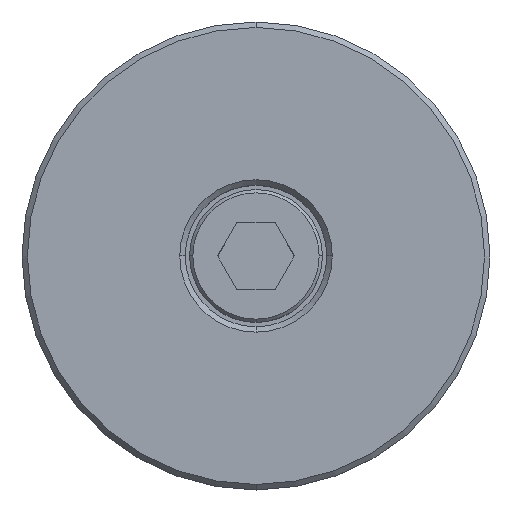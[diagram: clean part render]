
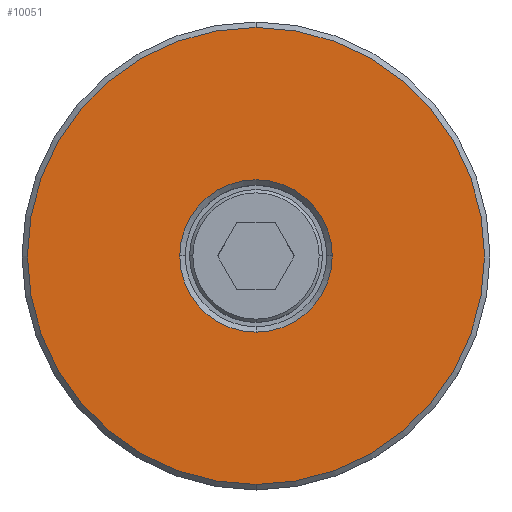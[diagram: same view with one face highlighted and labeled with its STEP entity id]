
A CAD part, top view. The second image highlights one B-rep face of the part: STEP entity #10051.
In plain terms, the highlighted planar face has unit normal (0, 0, 1).
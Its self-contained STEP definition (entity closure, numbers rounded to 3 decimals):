
#148 = VERTEX_POINT ( 'NONE', #11268 ) ;
#292 = AXIS2_PLACEMENT_3D ( 'NONE', #9308, #6266, #9998 ) ;
#295 = DIRECTION ( 'NONE',  ( 1., 0., 0. ) ) ;
#655 = DIRECTION ( 'NONE',  ( 0., 0., 1. ) ) ;
#827 = EDGE_LOOP ( 'NONE', ( #6300, #5821, #11758 ) ) ;
#891 = DIRECTION ( 'NONE',  ( 0., -1., 0. ) ) ;
#1080 = EDGE_CURVE ( 'NONE', #2746, #7688, #11668, .T. ) ;
#1226 = CARTESIAN_POINT ( 'NONE',  ( 0., 0., 28.5 ) ) ;
#2273 = DIRECTION ( 'NONE',  ( 0., 0., -1. ) ) ;
#2278 = CARTESIAN_POINT ( 'NONE',  ( 0., 0., 28.5 ) ) ;
#2287 = CARTESIAN_POINT ( 'NONE',  ( 0., -7., 28.5 ) ) ;
#2746 = VERTEX_POINT ( 'NONE', #10678 ) ;
#2871 = DIRECTION ( 'NONE',  ( 0., 0., -1. ) ) ;
#2954 = ORIENTED_EDGE ( 'NONE', *, *, #6938, .T. ) ;
#3775 = CARTESIAN_POINT ( 'NONE',  ( 7., 0., 28.5 ) ) ;
#3798 = FACE_BOUND ( 'NONE', #827, .T. ) ;
#4010 = AXIS2_PLACEMENT_3D ( 'NONE', #8923, #655, #8045 ) ;
#4029 = AXIS2_PLACEMENT_3D ( 'NONE', #1226, #2273, #6022 ) ;
#4725 = ORIENTED_EDGE ( 'NONE', *, *, #5835, .T. ) ;
#5821 = ORIENTED_EDGE ( 'NONE', *, *, #6465, .T. ) ;
#5835 = EDGE_CURVE ( 'NONE', #7463, #148, #9332, .T. ) ;
#6022 = DIRECTION ( 'NONE',  ( 1., 0., 0. ) ) ;
#6032 = DIRECTION ( 'NONE',  ( 0., 0., -1. ) ) ;
#6266 = DIRECTION ( 'NONE',  ( 0., 0., 1. ) ) ;
#6300 = ORIENTED_EDGE ( 'NONE', *, *, #9089, .T. ) ;
#6465 = EDGE_CURVE ( 'NONE', #8660, #2746, #9951, .T. ) ;
#6582 = CIRCLE ( 'NONE', #292, 21. ) ;
#6881 = DIRECTION ( 'NONE',  ( -1., 0., 0. ) ) ;
#6938 = EDGE_CURVE ( 'NONE', #148, #7463, #6582, .T. ) ;
#7258 = AXIS2_PLACEMENT_3D ( 'NONE', #8640, #6032, #6881 ) ;
#7312 = CARTESIAN_POINT ( 'NONE',  ( 0., 21., 28.5 ) ) ;
#7463 = VERTEX_POINT ( 'NONE', #7312 ) ;
#7544 = PLANE ( 'NONE',  #7709 ) ;
#7688 = VERTEX_POINT ( 'NONE', #3775 ) ;
#7709 = AXIS2_PLACEMENT_3D ( 'NONE', #9217, #2871, #891 ) ;
#8045 = DIRECTION ( 'NONE',  ( 0., 1., 0. ) ) ;
#8640 = CARTESIAN_POINT ( 'NONE',  ( 0., 0., 28.5 ) ) ;
#8660 = VERTEX_POINT ( 'NONE', #2287 ) ;
#8756 = DIRECTION ( 'NONE',  ( 0., 0., -1. ) ) ;
#8923 = CARTESIAN_POINT ( 'NONE',  ( 0., 0., 28.5 ) ) ;
#9089 = EDGE_CURVE ( 'NONE', #7688, #8660, #10432, .T. ) ;
#9217 = CARTESIAN_POINT ( 'NONE',  ( 0., 0., 28.5 ) ) ;
#9227 = AXIS2_PLACEMENT_3D ( 'NONE', #2278, #8756, #295 ) ;
#9308 = CARTESIAN_POINT ( 'NONE',  ( 0., 0., 28.5 ) ) ;
#9332 = CIRCLE ( 'NONE', #4010, 21. ) ;
#9951 = CIRCLE ( 'NONE', #4029, 7. ) ;
#9998 = DIRECTION ( 'NONE',  ( 0., -1., 0. ) ) ;
#10051 = ADVANCED_FACE ( 'NONE', ( #3798, #11102 ), #7544, .F. ) ;
#10278 = EDGE_LOOP ( 'NONE', ( #4725, #2954 ) ) ;
#10432 = CIRCLE ( 'NONE', #9227, 7. ) ;
#10678 = CARTESIAN_POINT ( 'NONE',  ( -7., 0., 28.5 ) ) ;
#11102 = FACE_OUTER_BOUND ( 'NONE', #10278, .T. ) ;
#11268 = CARTESIAN_POINT ( 'NONE',  ( 0., -21., 28.5 ) ) ;
#11668 = CIRCLE ( 'NONE', #7258, 7. ) ;
#11758 = ORIENTED_EDGE ( 'NONE', *, *, #1080, .T. ) ;
